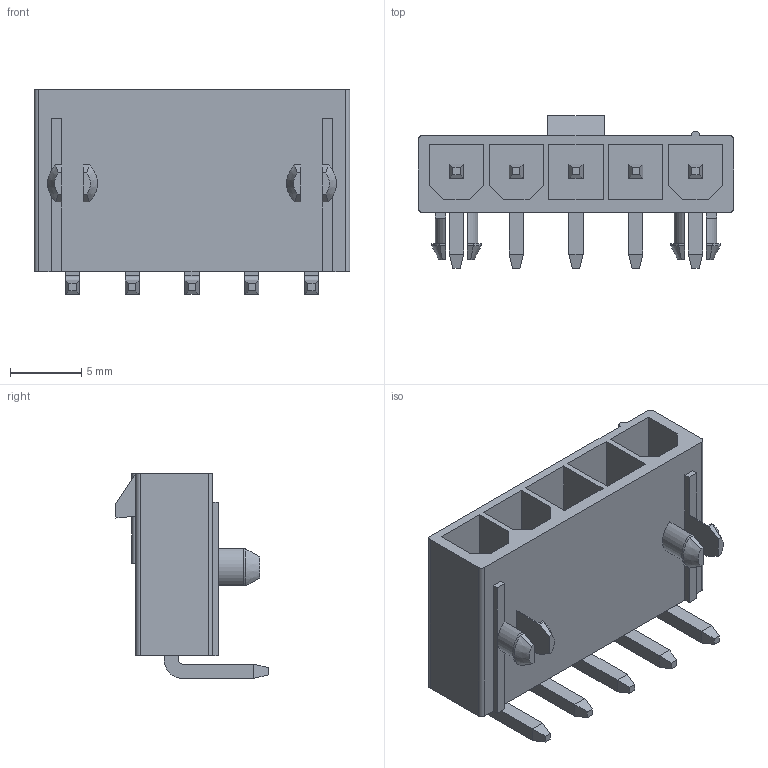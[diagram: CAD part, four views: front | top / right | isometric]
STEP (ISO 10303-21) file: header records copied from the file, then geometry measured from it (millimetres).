
FILE_DESCRIPTION((''),'2;1');
FILE_NAME('1726480105','2017-07-27T',('ksrinivasara'),(''),'PRO/ENGINEER BY PARAMETRIC TECHNOLOGY CORPORATION, 2012310','PRO/ENGINEER BY PARAMETRIC TECHNOLOGY CORPORATION, 2012310','');
FILE_SCHEMA(('CONFIG_CONTROL_DESIGN'));
Length unit declared in the file: millimetre
Products named in the file (1): 1726480105
Bounding box: 22.2 x 10.7 x 14.4 mm (x, y, z)
Volume: 985.7 mm3; surface area: 1967.5 mm2
Topology: 1 solids, 1 shells, 206 faces, 517 edges, 332 vertices
Faces by surface type: plane 179, cylinder 23, cone 4
Entity records: 6039 total; most frequent: CARTESIAN_POINT 1054, ORIENTED_EDGE 1002, DIRECTION 989, EDGE_CURVE 501, VECTOR 443, LINE 443, VERTEX_POINT 314, AXIS2_PLACEMENT_3D 273
